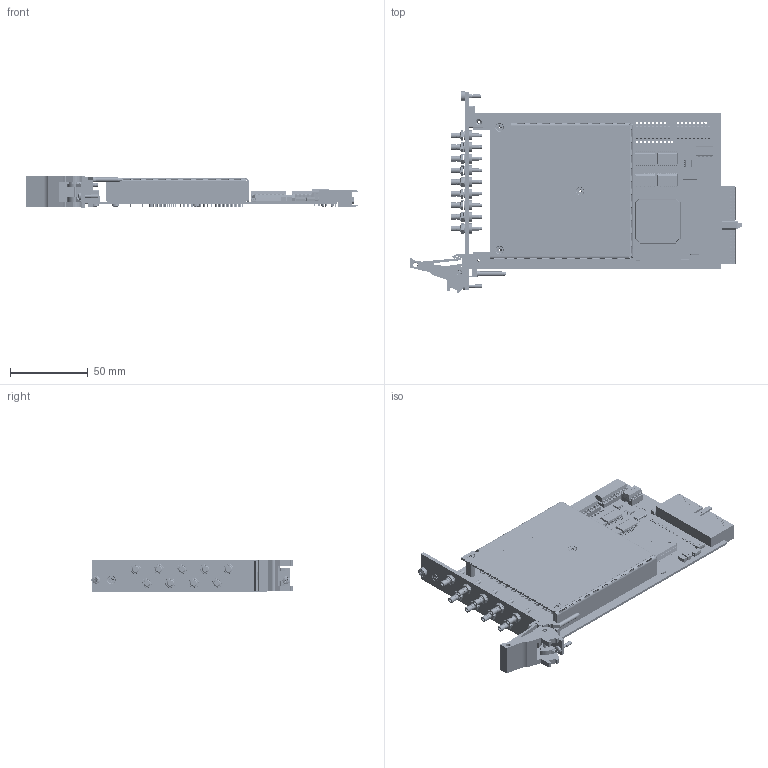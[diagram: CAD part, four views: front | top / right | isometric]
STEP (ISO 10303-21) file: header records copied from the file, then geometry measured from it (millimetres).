
FILE_DESCRIPTION (( 'STEP AP214' ), '1' );
FILE_NAME ('40-745-511 PXI 8CH MUX 50 Ohm SMB.STEP', '2013-09-05T13:55:30', ( 'admin' ), ( '' ), 'SwSTEP 2.0', 'SolidWorks 2012', '' );
FILE_SCHEMA (( 'AUTOMOTIVE_DESIGN' ));
Length unit declared in the file: millimetre
Products named in the file (1): 40-745-511 PXI 8CH MUX 50 Ohm SMB
Bounding box: 213.99 x 129.67 x 20 mm (x, y, z)
Surface area: 97850.2 mm2 (no closed solid volume)
Topology: 0 solids, 679 shells, 4015 faces, 16164 edges, 12279 vertices
Faces by surface type: plane 2604, cylinder 1200, bspline 86, cone 78, torus 28, sphere 19
Full cylindrical faces by diameter (mm): 0.5 x2, 0.6 x110, 0.7 x180, 1 x29, 1.245 x5, 1.397 x60, 1.422 x27, 1.496 x2, 1.524 x66, 1.651 x80, 1.967 x2, 2 x23, 2.015 x1, 2.032 x16, 2.05 x1, 2.094 x1, 2.095 x5, 2.179 x1, 2.2 x9, 2.438 x2, 2.497 x1, 2.5 x3, 2.6 x10, 2.7 x1, 2.8 x1, 3 x3, 3.291 x9, 3.7 x18, 4.7 x4, 5 x6
Entity records: 218866 total; most frequent: CARTESIAN_POINT 48777, DIRECTION 25120, ORIENTED_EDGE 20674, EDGE_CURVE 15037, VERTEX_POINT 11948, LINE 10594, VECTOR 10594, AXIS2_PLACEMENT_3D 7263
